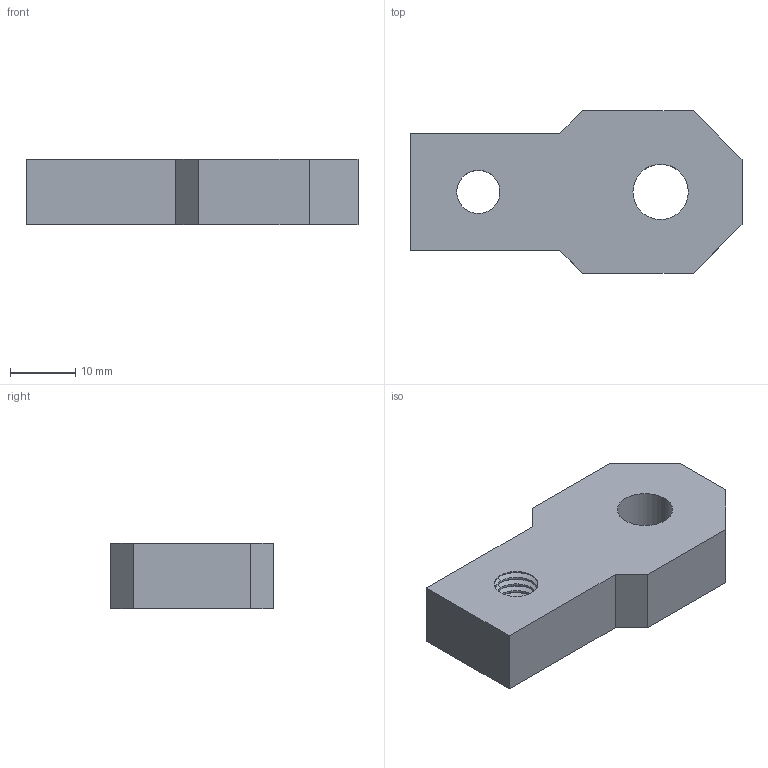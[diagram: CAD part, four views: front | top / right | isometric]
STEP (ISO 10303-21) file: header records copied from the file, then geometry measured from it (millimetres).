
FILE_DESCRIPTION(('STEP AP214'),'1');
FILE_NAME(' ',' ',('TraceParts'),('TraceParts S.A.'),'XStep 1.0',' ',' ');
FILE_SCHEMA(('automotive_design'));
Length unit declared in the file: millimetre
Products named in the file (1): 1
Bounding box: 51 x 25 x 10 mm (x, y, z)
Volume: 9472.9 mm3; surface area: 3944.3 mm2
Topology: 1 solids, 1 shells, 96 faces, 234 edges, 140 vertices
Faces by surface type: torus 32, cone 32, cylinder 20, plane 12
Entity records: 5516 total; most frequent: DIRECTION 580, STYLED_ITEM 471, PRESENTATION_STYLE_ASSIGNMENT 471, CARTESIAN_POINT 471, COLOUR_RGB 471, ORIENTED_EDGE 468, AXIS2_PLACEMENT_3D 249, EDGE_CURVE 234
